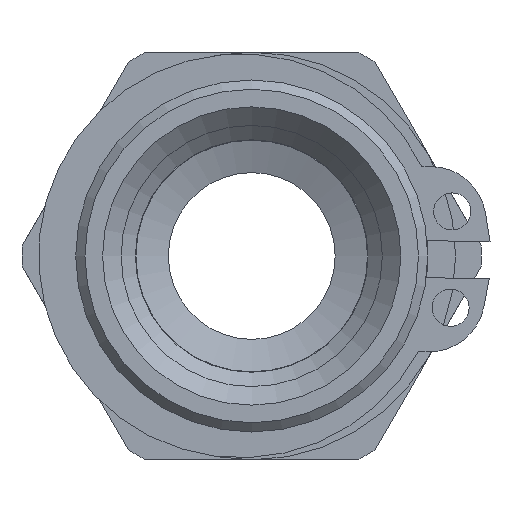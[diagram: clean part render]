
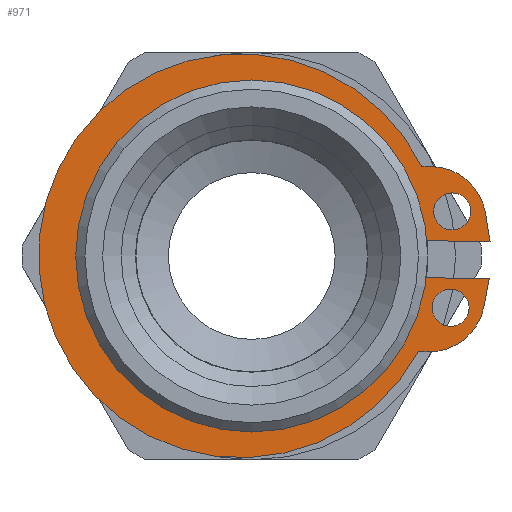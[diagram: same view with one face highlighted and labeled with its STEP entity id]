
A CAD part, left-side view. The second image highlights one B-rep face of the part: STEP entity #971.
In plain terms, the highlighted planar face has unit normal (-1, 0, 0).
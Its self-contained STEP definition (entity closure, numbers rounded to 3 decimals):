
#70=FACE_BOUND('',#194,.T.);
#71=FACE_BOUND('',#195,.T.);
#82=PLANE('',#1058);
#135=FACE_OUTER_BOUND('',#193,.T.);
#193=EDGE_LOOP('',(#706,#707,#708,#709,#710,#711,#712,#713,#714,#715));
#194=EDGE_LOOP('',(#716));
#195=EDGE_LOOP('',(#717));
#259=LINE('',#1506,#333);
#262=LINE('',#1512,#336);
#263=LINE('',#1514,#337);
#264=LINE('',#1518,#338);
#265=LINE('',#1520,#339);
#266=LINE('',#1524,#340);
#333=VECTOR('',#1195,10.);
#336=VECTOR('',#1200,10.);
#337=VECTOR('',#1201,10.);
#338=VECTOR('',#1204,10.);
#339=VECTOR('',#1205,10.);
#340=VECTOR('',#1208,10.);
#409=CIRCLE('',#1056,3.);
#410=CIRCLE('',#1059,9.);
#411=CIRCLE('',#1060,3.);
#412=CIRCLE('',#1061,10.9);
#413=CIRCLE('',#1062,1.);
#414=CIRCLE('',#1063,1.);
#472=VERTEX_POINT('',#1499);
#473=VERTEX_POINT('',#1501);
#474=VERTEX_POINT('',#1505);
#476=VERTEX_POINT('',#1511);
#477=VERTEX_POINT('',#1513);
#478=VERTEX_POINT('',#1515);
#479=VERTEX_POINT('',#1517);
#480=VERTEX_POINT('',#1519);
#481=VERTEX_POINT('',#1521);
#482=VERTEX_POINT('',#1523);
#483=VERTEX_POINT('',#1526);
#484=VERTEX_POINT('',#1528);
#560=EDGE_CURVE('',#472,#473,#409,.T.);
#562=EDGE_CURVE('',#473,#474,#259,.T.);
#565=EDGE_CURVE('',#476,#472,#262,.T.);
#566=EDGE_CURVE('',#477,#476,#263,.T.);
#567=EDGE_CURVE('',#478,#477,#410,.T.);
#568=EDGE_CURVE('',#479,#478,#264,.T.);
#569=EDGE_CURVE('',#480,#479,#265,.T.);
#570=EDGE_CURVE('',#481,#480,#411,.T.);
#571=EDGE_CURVE('',#482,#481,#266,.T.);
#572=EDGE_CURVE('',#474,#482,#412,.T.);
#573=EDGE_CURVE('',#483,#483,#413,.T.);
#574=EDGE_CURVE('',#484,#484,#414,.T.);
#706=ORIENTED_EDGE('',*,*,#560,.F.);
#707=ORIENTED_EDGE('',*,*,#565,.F.);
#708=ORIENTED_EDGE('',*,*,#566,.F.);
#709=ORIENTED_EDGE('',*,*,#567,.F.);
#710=ORIENTED_EDGE('',*,*,#568,.F.);
#711=ORIENTED_EDGE('',*,*,#569,.F.);
#712=ORIENTED_EDGE('',*,*,#570,.F.);
#713=ORIENTED_EDGE('',*,*,#571,.F.);
#714=ORIENTED_EDGE('',*,*,#572,.F.);
#715=ORIENTED_EDGE('',*,*,#562,.F.);
#716=ORIENTED_EDGE('',*,*,#573,.T.);
#717=ORIENTED_EDGE('',*,*,#574,.T.);
#971=ADVANCED_FACE('',(#135,#70,#71),#82,.F.);
#1056=AXIS2_PLACEMENT_3D('',#1502,#1190,#1191);
#1058=AXIS2_PLACEMENT_3D('',#1510,#1198,#1199);
#1059=AXIS2_PLACEMENT_3D('',#1516,#1202,#1203);
#1060=AXIS2_PLACEMENT_3D('',#1522,#1206,#1207);
#1061=AXIS2_PLACEMENT_3D('',#1525,#1209,#1210);
#1062=AXIS2_PLACEMENT_3D('',#1527,#1211,#1212);
#1063=AXIS2_PLACEMENT_3D('',#1529,#1213,#1214);
#1190=DIRECTION('center_axis',(1.,0.,0.));
#1191=DIRECTION('ref_axis',(0.,-0.629,-0.777));
#1195=DIRECTION('',(0.,1.,0.018));
#1198=DIRECTION('center_axis',(1.,0.,0.));
#1199=DIRECTION('ref_axis',(0.,0.018,-1.));
#1200=DIRECTION('',(0.,0.191,-0.982));
#1201=DIRECTION('',(0.,-1.,-0.018));
#1202=DIRECTION('center_axis',(-1.,0.,0.));
#1203=DIRECTION('ref_axis',(0.,1.,0.));
#1204=DIRECTION('',(0.,1.,0.018));
#1205=DIRECTION('',(0.,-0.156,-0.988));
#1206=DIRECTION('center_axis',(1.,0.,0.));
#1207=DIRECTION('ref_axis',(0.,-0.656,0.754));
#1208=DIRECTION('',(0.,-1.,-0.018));
#1209=DIRECTION('center_axis',(1.,0.,0.));
#1210=DIRECTION('ref_axis',(0.,-0.88,-0.475));
#1211=DIRECTION('center_axis',(1.,0.,0.));
#1212=DIRECTION('ref_axis',(0.,0.018,-1.));
#1213=DIRECTION('center_axis',(1.,0.,0.));
#1214=DIRECTION('ref_axis',(0.,0.018,-1.));
#1499=CARTESIAN_POINT('',(5.8,-12.529,-2.746));
#1501=CARTESIAN_POINT('',(5.8,-9.53,-5.172));
#1502=CARTESIAN_POINT('Origin',(5.8,-9.584,-2.172));
#1505=CARTESIAN_POINT('',(5.8,-8.994,-5.162));
#1506=CARTESIAN_POINT('',(5.8,-12.047,-5.217));
#1510=CARTESIAN_POINT('Origin',(5.8,-1.48,-0.027));
#1511=CARTESIAN_POINT('',(5.8,-12.824,-1.23));
#1512=CARTESIAN_POINT('',(5.8,-12.824,-1.23));
#1513=CARTESIAN_POINT('',(5.8,-8.925,-1.16));
#1514=CARTESIAN_POINT('',(5.8,-8.925,-1.16));
#1515=CARTESIAN_POINT('',(5.8,-8.961,0.839));
#1516=CARTESIAN_POINT('Origin',(5.8,0.,
0.));
#1517=CARTESIAN_POINT('',(5.8,-12.86,0.769));
#1518=CARTESIAN_POINT('',(5.8,-12.86,0.769));
#1519=CARTESIAN_POINT('',(5.8,-12.619,2.295));
#1520=CARTESIAN_POINT('',(5.8,-12.227,4.781));
#1521=CARTESIAN_POINT('',(5.8,-9.71,4.827));
#1522=CARTESIAN_POINT('Origin',(5.8,-9.656,1.827));
#1523=CARTESIAN_POINT('',(5.8,-9.174,4.836));
#1524=CARTESIAN_POINT('',(5.8,-9.174,4.836));
#1525=CARTESIAN_POINT('Origin',(5.8,0.6,0.011));
#1526=CARTESIAN_POINT('',(5.8,-10.75,-1.793));
#1527=CARTESIAN_POINT('Origin',(5.8,-10.732,-2.793));
#1528=CARTESIAN_POINT('',(5.8,-10.843,3.406));
#1529=CARTESIAN_POINT('Origin',(5.8,-10.825,2.406));
